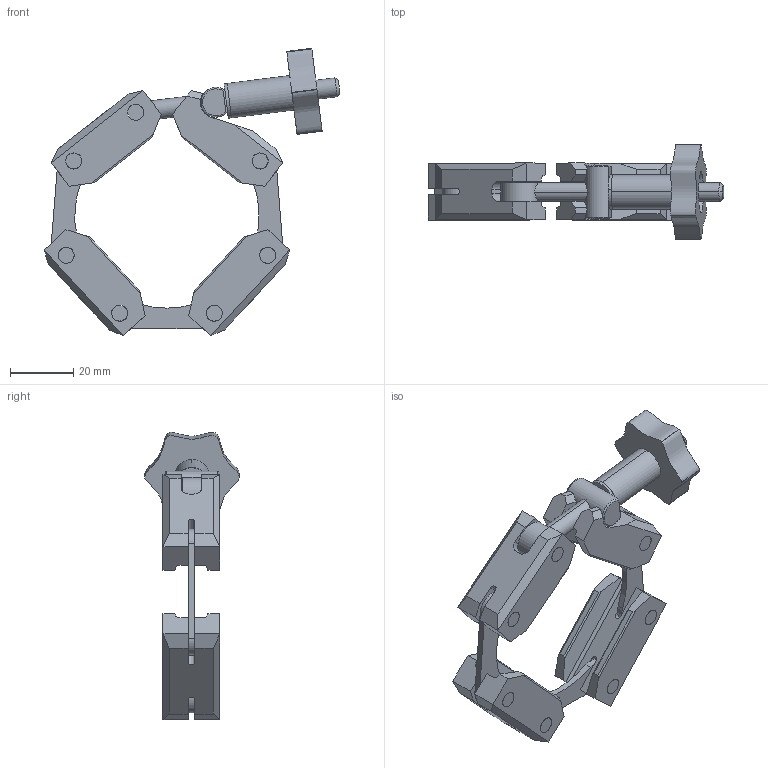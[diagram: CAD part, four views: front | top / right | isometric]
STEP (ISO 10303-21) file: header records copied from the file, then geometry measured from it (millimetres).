
FILE_DESCRIPTION( (''), '2;1');
FILE_NAME ('CAD714.5792.HP1040_15191.stp','2016-04-22T10:28:54',(''),(''),'spGate 11.3.9','spGate','');
FILE_SCHEMA (('AUTOMOTIVE_DESIGN'));
Length unit declared in the file: millimetre
Products named in the file (10): Assembly; 品番2; 品番5; 品番3; 品番1; 品番9; 品番7; 品番10; 品番8; 品番6
Assembly tree (18 placements, depth 2):
  Assembly
    品番2
    品番5  x3
    品番3  x2
    品番1
    品番9
    品番7
    品番10
    品番8
    品番6  x7
Bounding box: 93.82 x 30 x 91.11 mm (x, y, z)
Volume: 36306.2 mm3; surface area: 23935.4 mm2
Topology: 18 solids, 18 shells, 277 faces, 712 edges, 472 vertices
Faces by surface type: plane 145, cylinder 121, bspline 11
Entity records: 10633 total; most frequent: CARTESIAN_POINT 1618, ORIENTED_EDGE 1012, DIRECTION 971, COLOUR_RGB 706, PRESENTATION_STYLE_ASSIGNMENT 706, STYLED_ITEM 706, EDGE_CURVE 506, DRAUGHTING_PRE_DEFINED_CURVE_FONT 506
